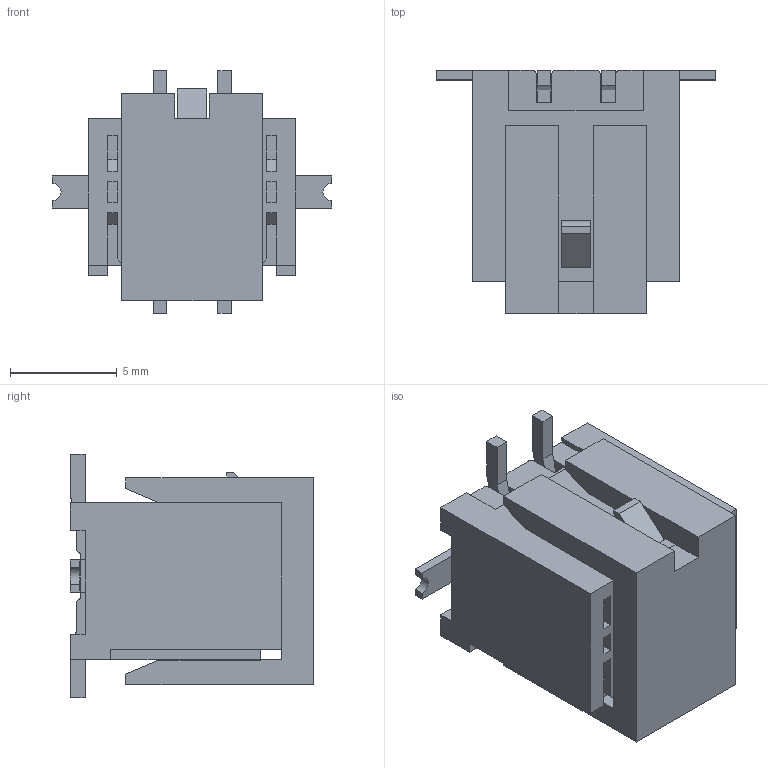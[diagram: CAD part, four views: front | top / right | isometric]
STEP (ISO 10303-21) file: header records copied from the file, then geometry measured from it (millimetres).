
FILE_DESCRIPTION(/* description */ ('Unknown'),/* implementation_level */ '2;1');
FILE_NAME(/* name */ '662304231824',/* time_stamp */ '2022-11-30T17:34:58+01:00',/* author */ ('Unknown'),/* organization */ ('Unknown'),/* preprocessor_version */ 'ST-DEVELOPER v18.102',/* originating_system */ 'Solid Edge',/* authorisation */ 'Unknown');
FILE_SCHEMA (('AUTOMOTIVE_DESIGN {1 0 10303 214 3 1 1}'));
Length unit declared in the file: millimetre
Products named in the file (5): 6623xx231824; 662004231822; 6620xx231822_MASS; 6620xx231822_Cap1; 6620xx231824_PIN
Assembly tree (8 placements, depth 2):
  6623xx231824
    662004231822
    6620xx231822_MASS  x2
    6620xx231822_Cap1
    6620xx231824_PIN  x4
Bounding box: 13.09 x 11.4 x 11.4 mm (x, y, z)
Volume: 606.8 mm3; surface area: 1612.4 mm2
Topology: 8 solids, 8 shells, 347 faces, 965 edges, 632 vertices
Faces by surface type: plane 332, cylinder 15
Entity records: 8024 total; most frequent: CARTESIAN_POINT 1387, ORIENTED_EDGE 1372, DIRECTION 1204, EDGE_CURVE 686, LINE 662, VECTOR 662, VERTEX_POINT 454, AXIS2_PLACEMENT_3D 271
